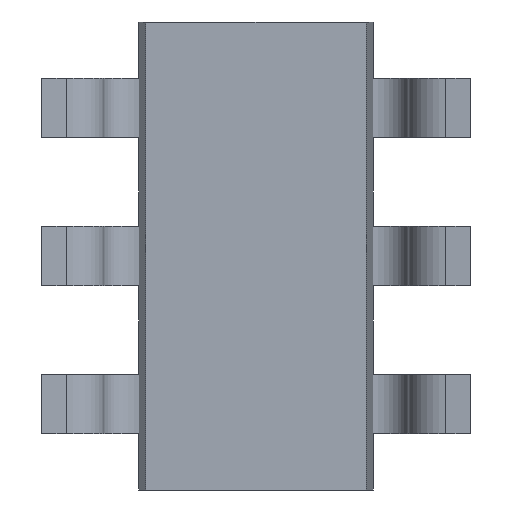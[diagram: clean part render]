
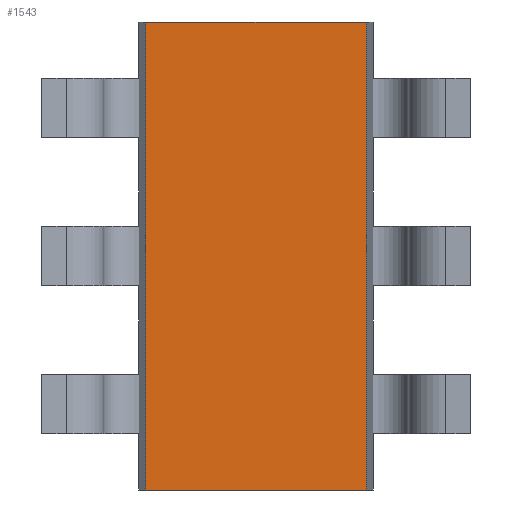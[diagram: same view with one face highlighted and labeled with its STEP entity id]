
A CAD part, front view. The second image highlights one B-rep face of the part: STEP entity #1543.
In plain terms, the highlighted planar face has unit normal (0, -1, 0).
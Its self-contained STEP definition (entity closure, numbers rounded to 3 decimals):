
#101=PLANE('',#2534);
#160=VECTOR('',#1679,1.);
#182=VECTOR('',#1725,1.);
#273=VECTOR('',#1926,1.);
#274=VECTOR('',#1928,1.);
#326=LINE('',#2082,#160);
#348=LINE('',#2138,#182);
#439=LINE('',#2377,#273);
#440=LINE('',#2379,#274);
#500=VERTEX_POINT('',#2081);
#501=VERTEX_POINT('',#2083);
#519=VERTEX_POINT('',#2137);
#520=VERTEX_POINT('',#2139);
#709=EDGE_CURVE('',#500,#501,#326,.T.);
#737=EDGE_CURVE('',#520,#519,#348,.T.);
#859=EDGE_CURVE('',#500,#520,#439,.T.);
#860=EDGE_CURVE('',#501,#519,#440,.T.);
#1142=ORIENTED_EDGE('',*,*,#737,.T.);
#1143=ORIENTED_EDGE('',*,*,#860,.F.);
#1144=ORIENTED_EDGE('',*,*,#709,.F.);
#1145=ORIENTED_EDGE('',*,*,#859,.T.);
#1379=EDGE_LOOP('',(#1142,#1143,#1144,#1145));
#1461=FACE_BOUND('',#1379,.T.);
#1543=ADVANCED_FACE('',(#1461),#101,.F.);
#1679=DIRECTION('',(1.,0.,0.));
#1725=DIRECTION('',(1.,0.,0.));
#1926=DIRECTION('',(0.,0.,-1.));
#1927=DIRECTION('',(0.,1.,0.));
#1928=DIRECTION('',(0.,0.,-1.));
#2081=CARTESIAN_POINT('',(-0.706,-0.712,1.5));
#2082=CARTESIAN_POINT('',(0.706,-0.712,1.5));
#2083=CARTESIAN_POINT('',(0.706,-0.712,1.5));
#2137=CARTESIAN_POINT('',(0.706,-0.712,-1.5));
#2138=CARTESIAN_POINT('',(0.706,-0.712,-1.5));
#2139=CARTESIAN_POINT('',(-0.706,-0.712,-1.5));
#2377=CARTESIAN_POINT('',(-0.706,-0.712,1.5));
#2378=CARTESIAN_POINT('',(0.706,-0.712,1.5));
#2379=CARTESIAN_POINT('',(0.706,-0.712,1.5));
#2534=AXIS2_PLACEMENT_3D('',#2378,#1927,$);
